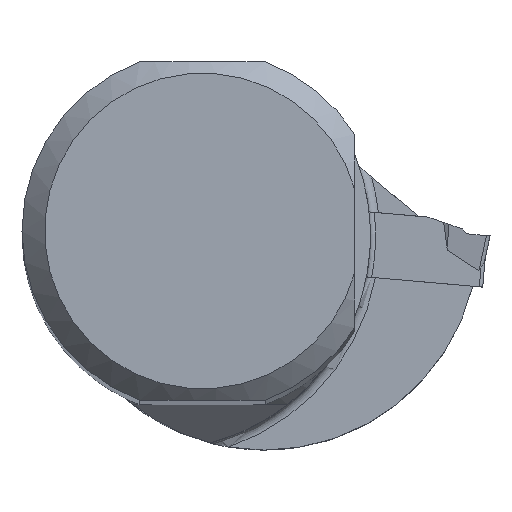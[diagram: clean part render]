
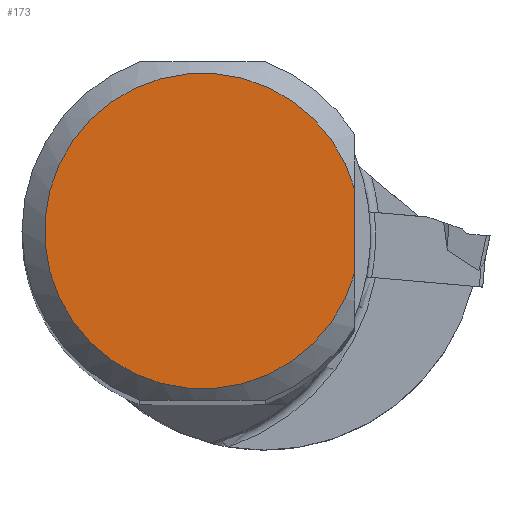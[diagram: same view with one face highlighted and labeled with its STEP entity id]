
A CAD part, top view. The second image highlights one B-rep face of the part: STEP entity #173.
In plain terms, the highlighted planar face has unit normal (0, 0, 1).
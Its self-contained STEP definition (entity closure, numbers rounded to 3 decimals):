
#173=ADVANCED_FACE('',(#281),#230,.F.);
#230=PLANE('',#1568);
#281=FACE_OUTER_BOUND('',#354,.T.);
#354=EDGE_LOOP('',(#779,#780));
#421=CIRCLE('',#1560,14.);
#455=LINE('',#2164,#551);
#551=VECTOR('',#1715,1.);
#779=ORIENTED_EDGE('',*,*,#1264,.T.);
#780=ORIENTED_EDGE('',*,*,#1242,.T.);
#1092=VERTEX_POINT('',#2163);
#1093=VERTEX_POINT('',#2165);
#1242=EDGE_CURVE('',#1093,#1092,#455,.T.);
#1264=EDGE_CURVE('',#1092,#1093,#421,.T.);
#1560=AXIS2_PLACEMENT_3D('',#2245,#1756,#1757);
#1568=AXIS2_PLACEMENT_3D('',#2253,#1772,#1773);
#1715=DIRECTION('',(0.,1.,0.));
#1756=DIRECTION('',(0.,0.,1.));
#1757=DIRECTION('',(0.,1.,0.));
#1772=DIRECTION('',(0.,0.,-1.));
#1773=DIRECTION('',(0.,1.,0.));
#2163=CARTESIAN_POINT('',(13.5,3.708,0.));
#2164=CARTESIAN_POINT('',(13.5,-50.,0.));
#2165=CARTESIAN_POINT('',(13.5,-3.708,0.));
#2245=CARTESIAN_POINT('',(0.,0.,0.));
#2253=CARTESIAN_POINT('',(0.,0.,0.));
